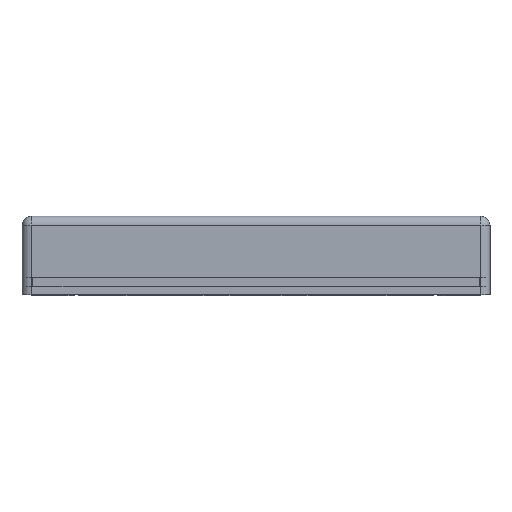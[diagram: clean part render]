
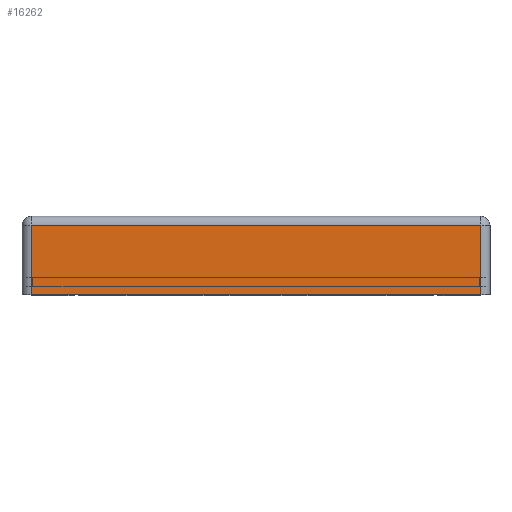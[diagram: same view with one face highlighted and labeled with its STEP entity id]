
A CAD part, left-side view. The second image highlights one B-rep face of the part: STEP entity #16262.
In plain terms, the highlighted planar face has unit normal (-1, 0, 0).
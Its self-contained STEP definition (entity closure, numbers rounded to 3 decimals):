
#15781 = PLANE('',#15782);
#15782 = AXIS2_PLACEMENT_3D('',#15783,#15784,#15785);
#15783 = CARTESIAN_POINT('',(0.,0.,0.01));
#15784 = DIRECTION('',(-0.,-0.,-1.));
#15785 = DIRECTION('',(-1.,0.,0.));
#15809 = CYLINDRICAL_SURFACE('',#15810,0.1);
#15810 = AXIS2_PLACEMENT_3D('',#15811,#15812,#15813);
#15811 = CARTESIAN_POINT('',(-2.4,2.4,0.01));
#15812 = DIRECTION('',(0.,0.,1.));
#15813 = DIRECTION('',(0.,1.,0.));
#15989 = VERTEX_POINT('',#15990);
#15990 = CARTESIAN_POINT('',(-2.5,-2.4,0.01));
#16009 = CYLINDRICAL_SURFACE('',#16010,0.1);
#16010 = AXIS2_PLACEMENT_3D('',#16011,#16012,#16013);
#16011 = CARTESIAN_POINT('',(-2.4,-2.4,0.01));
#16012 = DIRECTION('',(0.,0.,1.));
#16013 = DIRECTION('',(-1.,0.,0.));
#16021 = EDGE_CURVE('',#15989,#16022,#16024,.T.);
#16022 = VERTEX_POINT('',#16023);
#16023 = CARTESIAN_POINT('',(-2.5,2.4,0.01));
#16024 = SURFACE_CURVE('',#16025,(#16029,#16036),.PCURVE_S1.);
#16025 = LINE('',#16026,#16027);
#16026 = CARTESIAN_POINT('',(-2.5,-2.5,0.01));
#16027 = VECTOR('',#16028,1.);
#16028 = DIRECTION('',(0.,1.,0.));
#16029 = PCURVE('',#15781,#16030);
#16030 = DEFINITIONAL_REPRESENTATION('',(#16031),#16035);
#16031 = LINE('',#16032,#16033);
#16032 = CARTESIAN_POINT('',(2.5,-2.5));
#16033 = VECTOR('',#16034,1.);
#16034 = DIRECTION('',(0.,1.));
#16035 = ( GEOMETRIC_REPRESENTATION_CONTEXT(2) 
PARAMETRIC_REPRESENTATION_CONTEXT() REPRESENTATION_CONTEXT('2D SPACE',''
  ) );
#16036 = PCURVE('',#16037,#16042);
#16037 = PLANE('',#16038);
#16038 = AXIS2_PLACEMENT_3D('',#16039,#16040,#16041);
#16039 = CARTESIAN_POINT('',(-2.5,-2.5,0.01));
#16040 = DIRECTION('',(-1.,0.,0.));
#16041 = DIRECTION('',(0.,1.,0.));
#16042 = DEFINITIONAL_REPRESENTATION('',(#16043),#16047);
#16043 = LINE('',#16044,#16045);
#16044 = CARTESIAN_POINT('',(0.,0.));
#16045 = VECTOR('',#16046,1.);
#16046 = DIRECTION('',(1.,0.));
#16047 = ( GEOMETRIC_REPRESENTATION_CONTEXT(2) 
PARAMETRIC_REPRESENTATION_CONTEXT() REPRESENTATION_CONTEXT('2D SPACE',''
  ) );
#16079 = EDGE_CURVE('',#16022,#16080,#16082,.T.);
#16080 = VERTEX_POINT('',#16081);
#16081 = CARTESIAN_POINT('',(-2.5,2.4,0.75));
#16082 = SURFACE_CURVE('',#16083,(#16087,#16094),.PCURVE_S1.);
#16083 = LINE('',#16084,#16085);
#16084 = CARTESIAN_POINT('',(-2.5,2.4,0.01));
#16085 = VECTOR('',#16086,1.);
#16086 = DIRECTION('',(0.,0.,1.));
#16087 = PCURVE('',#15809,#16088);
#16088 = DEFINITIONAL_REPRESENTATION('',(#16089),#16093);
#16089 = LINE('',#16090,#16091);
#16090 = CARTESIAN_POINT('',(1.571,0.));
#16091 = VECTOR('',#16092,1.);
#16092 = DIRECTION('',(0.,1.));
#16093 = ( GEOMETRIC_REPRESENTATION_CONTEXT(2) 
PARAMETRIC_REPRESENTATION_CONTEXT() REPRESENTATION_CONTEXT('2D SPACE',''
  ) );
#16094 = PCURVE('',#16037,#16095);
#16095 = DEFINITIONAL_REPRESENTATION('',(#16096),#16100);
#16096 = LINE('',#16097,#16098);
#16097 = CARTESIAN_POINT('',(4.9,0.));
#16098 = VECTOR('',#16099,1.);
#16099 = DIRECTION('',(0.,-1.));
#16100 = ( GEOMETRIC_REPRESENTATION_CONTEXT(2) 
PARAMETRIC_REPRESENTATION_CONTEXT() REPRESENTATION_CONTEXT('2D SPACE',''
  ) );
#16262 = ADVANCED_FACE('',(#16263),#16037,.T.);
#16263 = FACE_BOUND('',#16264,.T.);
#16264 = EDGE_LOOP('',(#16265,#16266,#16289,#16315));
#16265 = ORIENTED_EDGE('',*,*,#16021,.F.);
#16266 = ORIENTED_EDGE('',*,*,#16267,.T.);
#16267 = EDGE_CURVE('',#15989,#16268,#16270,.T.);
#16268 = VERTEX_POINT('',#16269);
#16269 = CARTESIAN_POINT('',(-2.5,-2.4,0.75));
#16270 = SURFACE_CURVE('',#16271,(#16275,#16282),.PCURVE_S1.);
#16271 = LINE('',#16272,#16273);
#16272 = CARTESIAN_POINT('',(-2.5,-2.4,0.01));
#16273 = VECTOR('',#16274,1.);
#16274 = DIRECTION('',(0.,0.,1.));
#16275 = PCURVE('',#16037,#16276);
#16276 = DEFINITIONAL_REPRESENTATION('',(#16277),#16281);
#16277 = LINE('',#16278,#16279);
#16278 = CARTESIAN_POINT('',(0.1,0.));
#16279 = VECTOR('',#16280,1.);
#16280 = DIRECTION('',(0.,-1.));
#16281 = ( GEOMETRIC_REPRESENTATION_CONTEXT(2) 
PARAMETRIC_REPRESENTATION_CONTEXT() REPRESENTATION_CONTEXT('2D SPACE',''
  ) );
#16282 = PCURVE('',#16009,#16283);
#16283 = DEFINITIONAL_REPRESENTATION('',(#16284),#16288);
#16284 = LINE('',#16285,#16286);
#16285 = CARTESIAN_POINT('',(0.,0.));
#16286 = VECTOR('',#16287,1.);
#16287 = DIRECTION('',(0.,1.));
#16288 = ( GEOMETRIC_REPRESENTATION_CONTEXT(2) 
PARAMETRIC_REPRESENTATION_CONTEXT() REPRESENTATION_CONTEXT('2D SPACE',''
  ) );
#16289 = ORIENTED_EDGE('',*,*,#16290,.T.);
#16290 = EDGE_CURVE('',#16268,#16080,#16291,.T.);
#16291 = SURFACE_CURVE('',#16292,(#16296,#16303),.PCURVE_S1.);
#16292 = LINE('',#16293,#16294);
#16293 = CARTESIAN_POINT('',(-2.5,-2.5,0.75));
#16294 = VECTOR('',#16295,1.);
#16295 = DIRECTION('',(0.,1.,0.));
#16296 = PCURVE('',#16037,#16297);
#16297 = DEFINITIONAL_REPRESENTATION('',(#16298),#16302);
#16298 = LINE('',#16299,#16300);
#16299 = CARTESIAN_POINT('',(0.,-0.74));
#16300 = VECTOR('',#16301,1.);
#16301 = DIRECTION('',(1.,0.));
#16302 = ( GEOMETRIC_REPRESENTATION_CONTEXT(2) 
PARAMETRIC_REPRESENTATION_CONTEXT() REPRESENTATION_CONTEXT('2D SPACE',''
  ) );
#16303 = PCURVE('',#16304,#16309);
#16304 = CYLINDRICAL_SURFACE('',#16305,0.1);
#16305 = AXIS2_PLACEMENT_3D('',#16306,#16307,#16308);
#16306 = CARTESIAN_POINT('',(-2.4,-2.5,0.75));
#16307 = DIRECTION('',(0.,1.,0.));
#16308 = DIRECTION('',(-1.,0.,0.));
#16309 = DEFINITIONAL_REPRESENTATION('',(#16310),#16314);
#16310 = LINE('',#16311,#16312);
#16311 = CARTESIAN_POINT('',(0.,0.));
#16312 = VECTOR('',#16313,1.);
#16313 = DIRECTION('',(0.,1.));
#16314 = ( GEOMETRIC_REPRESENTATION_CONTEXT(2) 
PARAMETRIC_REPRESENTATION_CONTEXT() REPRESENTATION_CONTEXT('2D SPACE',''
  ) );
#16315 = ORIENTED_EDGE('',*,*,#16079,.F.);
